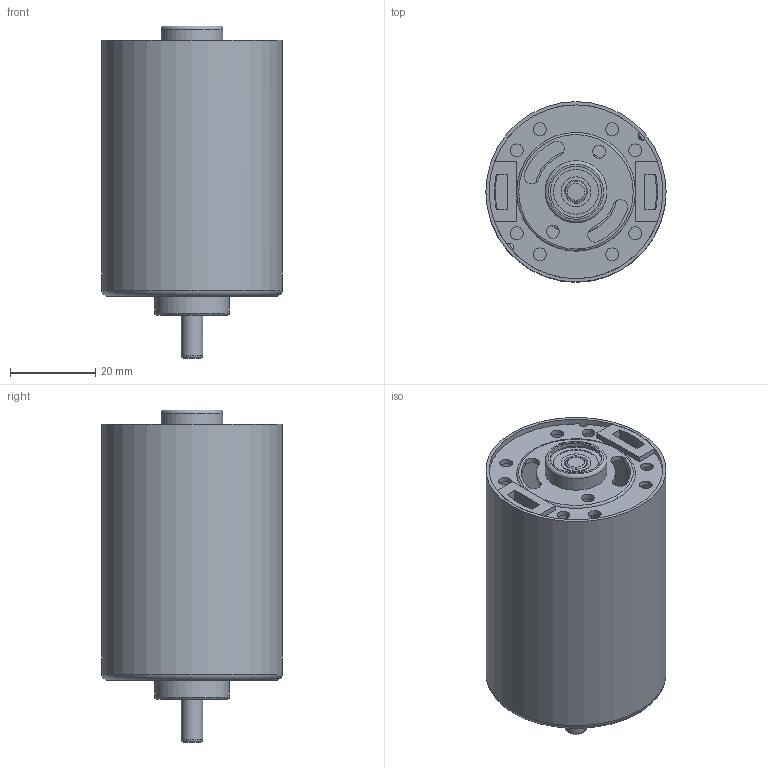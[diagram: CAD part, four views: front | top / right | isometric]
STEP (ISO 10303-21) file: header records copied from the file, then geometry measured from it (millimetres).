
FILE_DESCRIPTION(/* description */ (''),/* implementation_level */ '2;1');
FILE_NAME(/* name */ 'DBL42L024059-A.stp',/* time_stamp */ '2018-02-13T09:31:20+01:00',/* author */ ('angelika.schneid'),/* organization */ (''),/* preprocessor_version */ 'ST-DEVELOPER v17',/* originating_system */ 'Autodesk Inventor 2018',/* authorisation */ '');
FILE_SCHEMA (('AUTOMOTIVE_DESIGN { 1 0 10303 214 3 1 1 }'));
Length unit declared in the file: millimetre
Products named in the file (1): DBL42L024059-A
Bounding box: 42.2 x 42.2 x 77.7 mm (x, y, z)
Volume: 19883.8 mm3; surface area: 29445.2 mm2
Topology: 10 solids, 12 shells, 1096 faces, 3091 edges, 2084 vertices
Faces by surface type: plane 996, cylinder 80, torus 20
Full cylindrical faces by diameter (mm): 3 x10, 3.6 x2, 4 x2, 5 x6, 7 x2, 7.5 x2, 8 x1, 9.5 x1, 10.5 x2, 12 x1, 13 x4, 14.5 x1, 15 x2, 16 x2, 17.5 x1, 19.4 x2, 39.8 x1, 40.7 x1, 42.2 x1
Entity records: 35231 total; most frequent: CARTESIAN_POINT 6272, ORIENTED_EDGE 6174, DIRECTION 5641, EDGE_CURVE 3091, LINE 2735, VECTOR 2735, VERTEX_POINT 2084, AXIS2_PLACEMENT_3D 1453
